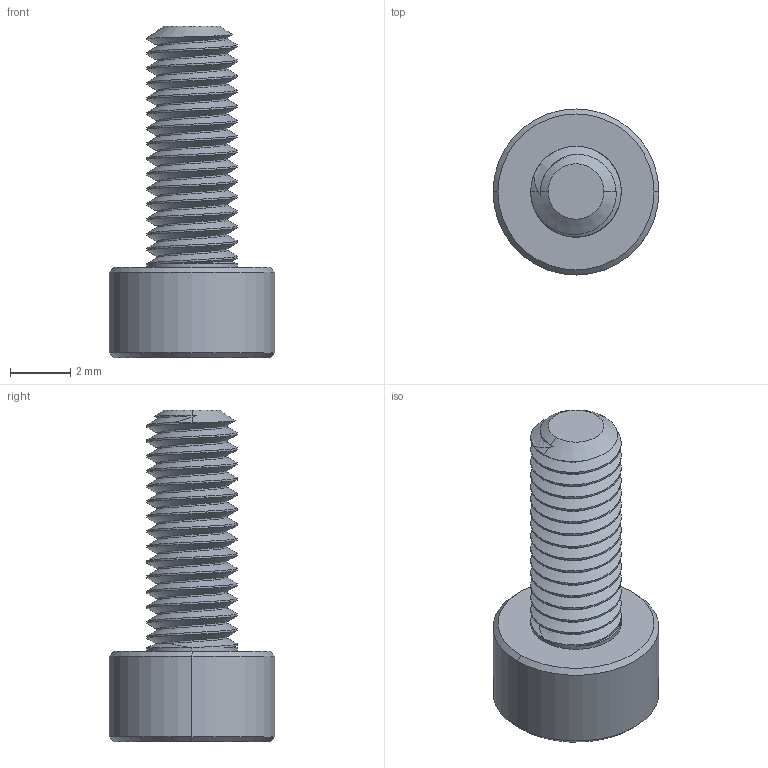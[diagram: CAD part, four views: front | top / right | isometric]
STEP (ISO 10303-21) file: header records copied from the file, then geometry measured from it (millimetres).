
FILE_DESCRIPTION (( 'STEP AP203' ), '1' );
FILE_NAME ('M3 SHCS- 8mm.step_Default_sldprt.STEP', '2022-11-09T04:41:59', ( '' ), ( '' ), 'SwSTEP 2.0', 'SolidWorks 2022', '' );
FILE_SCHEMA (( 'CONFIG_CONTROL_DESIGN' ));
Length unit declared in the file: millimetre
Products named in the file (1): M3 SHCS- 8mm.step_Default_sldprt
Bounding box: 5.5 x 5.5 x 11 mm (x, y, z)
Volume: 105.6 mm3; surface area: 223.9 mm2
Topology: 1 solids, 1 shells, 95 faces, 254 edges, 163 vertices
Faces by surface type: cylinder 66, cone 17, plane 10, bspline 2
Entity records: 6977 total; most frequent: CARTESIAN_POINT 4865, ORIENTED_EDGE 508, DIRECTION 331, EDGE_CURVE 254, VERTEX_POINT 163, AXIS2_PLACEMENT_3D 122, EDGE_LOOP 97, FACE_OUTER_BOUND 95
